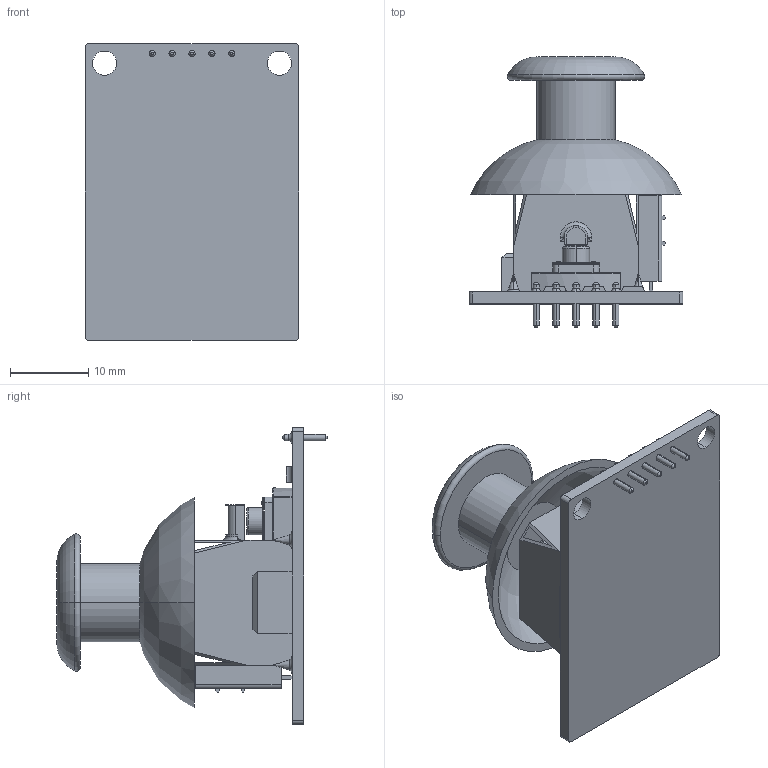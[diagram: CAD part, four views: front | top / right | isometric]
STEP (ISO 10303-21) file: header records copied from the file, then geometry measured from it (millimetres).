
FILE_DESCRIPTION (( 'STEP AP203' ), '1' );
FILE_NAME ('Joystick Module.STEP', '2020-05-02T15:30:57', ( '' ), ( '' ), 'SwSTEP 2.0', 'SolidWorks 2018', '' );
FILE_SCHEMA (( 'CONFIG_CONTROL_DESIGN' ));
Length unit declared in the file: millimetre
Products named in the file (3): Joystick Sample Cap; Joystick Breakout Mod; Joystick Module
Assembly tree (2 placements, depth 2):
  Joystick Module
    Joystick Breakout Mod
    Joystick Sample Cap
Bounding box: 27.4 x 34.62 x 38 mm (x, y, z)
Volume: 4333.7 mm3; surface area: 8998.7 mm2
Topology: 5 solids, 5 shells, 432 faces, 1062 edges, 670 vertices
Faces by surface type: plane 222, cylinder 133, torus 41, cone 30, sphere 6
Entity records: 13036 total; most frequent: DIRECTION 2287, CARTESIAN_POINT 2231, ORIENTED_EDGE 2100, EDGE_CURVE 1050, AXIS2_PLACEMENT_3D 814, VERTEX_POINT 670, LINE 659, VECTOR 659
